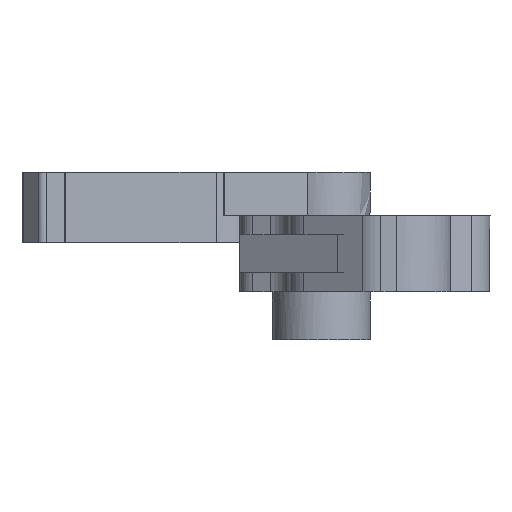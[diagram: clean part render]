
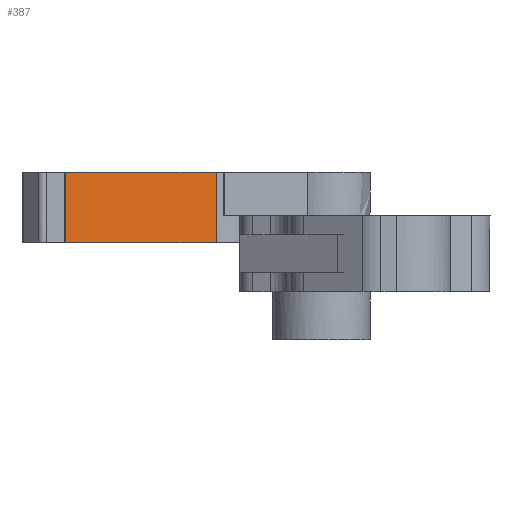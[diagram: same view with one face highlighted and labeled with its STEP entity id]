
A CAD part, front view. The second image highlights one B-rep face of the part: STEP entity #387.
In plain terms, the highlighted free-form (B-spline) face has degree [1, 1] with [2, 2] control points.
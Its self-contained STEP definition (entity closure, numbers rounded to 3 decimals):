
#163 = VERTEX_POINT('',#164);
#164 = CARTESIAN_POINT('',(-11.566,-13.602,
    1.433));
#325 = VERTEX_POINT('',#326);
#326 = CARTESIAN_POINT('',(-28.671,-27.955,
    1.433));
#332 = EDGE_CURVE('',#163,#325,#333,.T.);
#333 = B_SPLINE_CURVE_WITH_KNOTS('',1,(#334,#335),.UNSPECIFIED.,.F.,.F.,
  (2,2),(0.,18.7),.PIECEWISE_BEZIER_KNOTS.);
#334 = CARTESIAN_POINT('',(-11.566,-13.602,
    1.433));
#335 = CARTESIAN_POINT('',(-28.671,-27.955,
    1.433));
#346 = EDGE_CURVE('',#347,#163,#349,.T.);
#347 = VERTEX_POINT('',#348);
#348 = CARTESIAN_POINT('',(-11.566,-13.602,
    9.194));
#349 = B_SPLINE_CURVE_WITH_KNOTS('',1,(#350,#351),.UNSPECIFIED.,.F.,.F.,
  (2,2),(0.,6.5),.PIECEWISE_BEZIER_KNOTS.);
#350 = CARTESIAN_POINT('',(-11.566,-13.602,
    9.194));
#351 = CARTESIAN_POINT('',(-11.566,-13.602,
    1.433));
#387 = ADVANCED_FACE('',(#388),#404,.F.);
#388 = FACE_BOUND('',#389,.F.);
#389 = EDGE_LOOP('',(#390,#391,#398,#403));
#390 = ORIENTED_EDGE('',*,*,#332,.T.);
#391 = ORIENTED_EDGE('',*,*,#392,.T.);
#392 = EDGE_CURVE('',#325,#393,#395,.T.);
#393 = VERTEX_POINT('',#394);
#394 = CARTESIAN_POINT('',(-28.671,-27.955,
    9.194));
#395 = B_SPLINE_CURVE_WITH_KNOTS('',1,(#396,#397),.UNSPECIFIED.,.F.,.F.,
  (2,2),(0.,6.5),.PIECEWISE_BEZIER_KNOTS.);
#396 = CARTESIAN_POINT('',(-28.671,-27.955,
    1.433));
#397 = CARTESIAN_POINT('',(-28.671,-27.955,
    9.194));
#398 = ORIENTED_EDGE('',*,*,#399,.F.);
#399 = EDGE_CURVE('',#347,#393,#400,.T.);
#400 = B_SPLINE_CURVE_WITH_KNOTS('',1,(#401,#402),.UNSPECIFIED.,.F.,.F.,
  (2,2),(0.,18.7),.PIECEWISE_BEZIER_KNOTS.);
#401 = CARTESIAN_POINT('',(-11.566,-13.602,
    9.194));
#402 = CARTESIAN_POINT('',(-28.671,-27.955,
    9.194));
#403 = ORIENTED_EDGE('',*,*,#346,.T.);
#404 = B_SPLINE_SURFACE_WITH_KNOTS('',1,1,(
    (#405,#406)
    ,(#407,#408
    )),.UNSPECIFIED.,.F.,.F.,.F.,(2,2),(2,2),(0.,18.7),(-6.5,0.),
  .PIECEWISE_BEZIER_KNOTS.);
#405 = CARTESIAN_POINT('',(-11.566,-13.602,
    1.433));
#406 = CARTESIAN_POINT('',(-11.566,-13.602,
    9.194));
#407 = CARTESIAN_POINT('',(-28.671,-27.955,
    1.433));
#408 = CARTESIAN_POINT('',(-28.671,-27.955,
    9.194));
